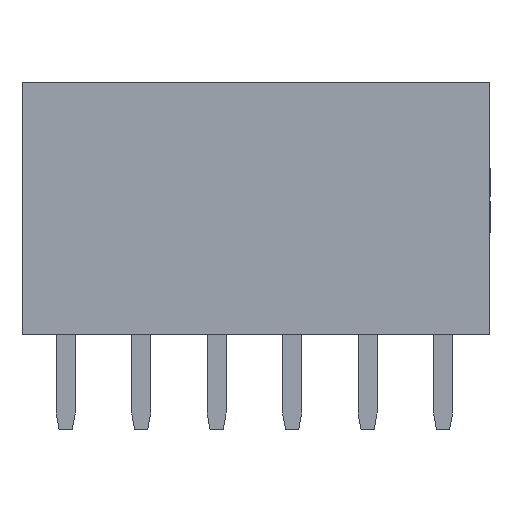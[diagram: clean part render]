
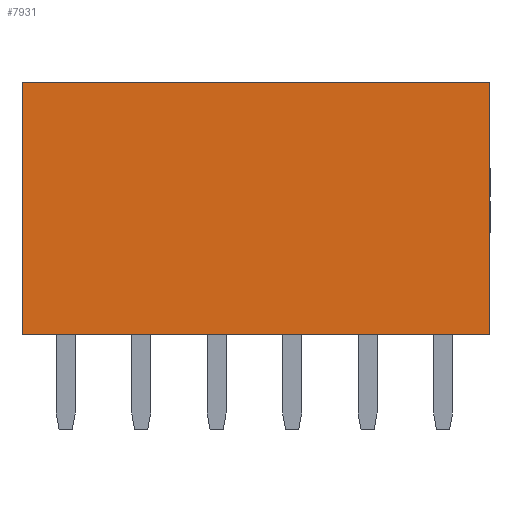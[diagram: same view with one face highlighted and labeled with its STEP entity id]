
A CAD part, front view. The second image highlights one B-rep face of the part: STEP entity #7931.
In plain terms, the highlighted planar face has unit normal (0, -1, 0).
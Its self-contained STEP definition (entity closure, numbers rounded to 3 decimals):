
#500=FACE_OUTER_BOUND('',#957,.T.);
#957=EDGE_LOOP('',(#5539,#5540,#5541,#5542));
#1369=LINE('',#10588,#2276);
#1500=LINE('',#11314,#2407);
#1615=LINE('',#11543,#2522);
#1626=LINE('',#11565,#2533);
#2276=VECTOR('',#8797,1.);
#2407=VECTOR('',#8998,1.);
#2522=VECTOR('',#9179,1.);
#2533=VECTOR('',#9192,1.);
#3176=VERTEX_POINT('',#10573);
#3183=VERTEX_POINT('',#10586);
#3401=VERTEX_POINT('',#11313);
#3482=VERTEX_POINT('',#11541);
#3953=EDGE_CURVE('',#3183,#3176,#1369,.T.);
#4172=EDGE_CURVE('',#3401,#3176,#1500,.T.);
#4287=EDGE_CURVE('',#3482,#3183,#1615,.T.);
#4298=EDGE_CURVE('',#3482,#3401,#1626,.T.);
#5539=ORIENTED_EDGE('',*,*,#4172,.T.);
#5540=ORIENTED_EDGE('',*,*,#3953,.F.);
#5541=ORIENTED_EDGE('',*,*,#4287,.F.);
#5542=ORIENTED_EDGE('',*,*,#4298,.T.);
#7485=PLANE('',#8415);
#7931=ADVANCED_FACE('',(#500),#7485,.F.);
#8415=AXIS2_PLACEMENT_3D('',#11569,#9195,#9196);
#8797=DIRECTION('',(0.,0.,-1.));
#8998=DIRECTION('',(1.,0.,0.));
#9179=DIRECTION('',(1.,0.,0.));
#9192=DIRECTION('',(0.,0.,-1.));
#9195=DIRECTION('center_axis',(0.,1.,0.));
#9196=DIRECTION('ref_axis',(0.,0.,1.));
#10573=CARTESIAN_POINT('',(7.87,-1.2,0.));
#10586=CARTESIAN_POINT('',(7.87,-1.2,8.5));
#10588=CARTESIAN_POINT('',(7.87,-1.2,8.5));
#11313=CARTESIAN_POINT('',(-7.87,-1.2,0.));
#11314=CARTESIAN_POINT('',(-7.87,-1.2,0.));
#11541=CARTESIAN_POINT('',(-7.87,-1.2,8.5));
#11543=CARTESIAN_POINT('',(-7.87,-1.2,8.5));
#11565=CARTESIAN_POINT('',(-7.87,-1.2,8.5));
#11569=CARTESIAN_POINT('Origin',(-7.87,-1.2,8.5));
